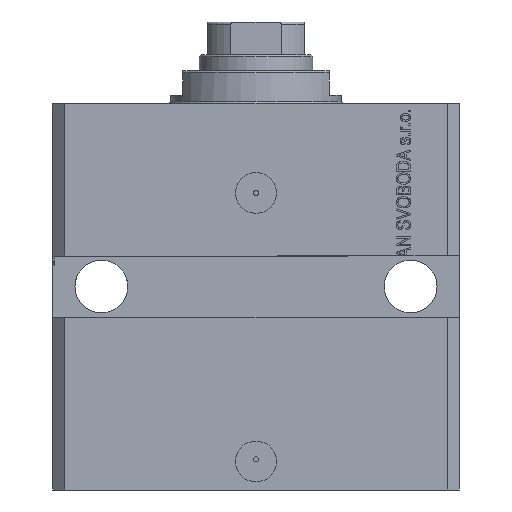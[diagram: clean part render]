
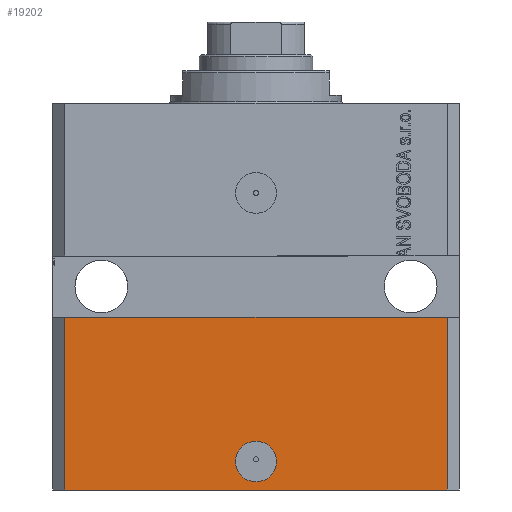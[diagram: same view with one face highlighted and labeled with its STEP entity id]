
A CAD part, front view. The second image highlights one B-rep face of the part: STEP entity #19202.
In plain terms, the highlighted planar face has unit normal (0, -1, 0).
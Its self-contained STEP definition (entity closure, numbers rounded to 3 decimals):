
#56 = CARTESIAN_POINT ( 'NONE',  ( -47., -37.5, -95. ) ) ;
#1448 = ORIENTED_EDGE ( 'NONE', *, *, #19834, .F. ) ;
#1588 = CARTESIAN_POINT ( 'NONE',  ( 0., -37.5, -88. ) ) ;
#2533 = CARTESIAN_POINT ( 'NONE',  ( 47., -37.5, -95. ) ) ;
#3947 = EDGE_LOOP ( 'NONE', ( #1448, #22499, #11781, #18483 ) ) ;
#4324 = CARTESIAN_POINT ( 'NONE',  ( -5., -37.5, -88. ) ) ;
#5005 = EDGE_CURVE ( 'NONE', #5827, #40064, #37253, .T. ) ;
#5460 = EDGE_CURVE ( 'NONE', #29923, #26841, #6563, .T. ) ;
#5827 = VERTEX_POINT ( 'NONE', #4324 ) ;
#6563 = LINE ( 'NONE', #56, #9513 ) ;
#7569 = VERTEX_POINT ( 'NONE', #17399 ) ;
#7710 = VECTOR ( 'NONE', #20418, 1000. ) ;
#9050 = DIRECTION ( 'NONE',  ( 0., -1., 0. ) ) ;
#9513 = VECTOR ( 'NONE', #39611, 1000. ) ;
#11781 = ORIENTED_EDGE ( 'NONE', *, *, #5460, .T. ) ;
#12415 = CARTESIAN_POINT ( 'NONE',  ( 0., -37.5, -88. ) ) ;
#12884 = CARTESIAN_POINT ( 'NONE',  ( -47., -37.5, -95. ) ) ;
#16901 = AXIS2_PLACEMENT_3D ( 'NONE', #12415, #40888, #27119 ) ;
#17189 = CARTESIAN_POINT ( 'NONE',  ( -47., -37.5, -95. ) ) ;
#17399 = CARTESIAN_POINT ( 'NONE',  ( -47., -37.5, -52.5 ) ) ;
#17407 = CARTESIAN_POINT ( 'NONE',  ( 5., -37.5, -88. ) ) ;
#18483 = ORIENTED_EDGE ( 'NONE', *, *, #28800, .T. ) ;
#19202 = ADVANCED_FACE ( 'NONE', ( #38250, #19937 ), #30548, .T. ) ;
#19462 = CARTESIAN_POINT ( 'NONE',  ( -47., -37.5, -95. ) ) ;
#19834 = EDGE_CURVE ( 'NONE', #7569, #40029, #44301, .T. ) ;
#19937 = FACE_OUTER_BOUND ( 'NONE', #3947, .T. ) ;
#20171 = DIRECTION ( 'NONE',  ( 1., 0., 0. ) ) ;
#20418 = DIRECTION ( 'NONE',  ( 0., 0., 1. ) ) ;
#20889 = DIRECTION ( 'NONE',  ( 0., -1., 0. ) ) ;
#22165 = AXIS2_PLACEMENT_3D ( 'NONE', #19462, #9050, #20171 ) ;
#22499 = ORIENTED_EDGE ( 'NONE', *, *, #39246, .F. ) ;
#22623 = DIRECTION ( 'NONE',  ( 1., 0., 0. ) ) ;
#23219 = EDGE_CURVE ( 'NONE', #40064, #5827, #23828, .T. ) ;
#23828 = CIRCLE ( 'NONE', #16901, 5. ) ;
#24976 = LINE ( 'NONE', #2533, #7710 ) ;
#26841 = VERTEX_POINT ( 'NONE', #37102 ) ;
#27119 = DIRECTION ( 'NONE',  ( 1., 0., 0. ) ) ;
#27222 = AXIS2_PLACEMENT_3D ( 'NONE', #1588, #20889, #43037 ) ;
#27480 = ORIENTED_EDGE ( 'NONE', *, *, #23219, .F. ) ;
#28006 = CARTESIAN_POINT ( 'NONE',  ( 47., -37.5, -52.5 ) ) ;
#28800 = EDGE_CURVE ( 'NONE', #26841, #40029, #24976, .T. ) ;
#29923 = VERTEX_POINT ( 'NONE', #12884 ) ;
#30548 = PLANE ( 'NONE',  #22165 ) ;
#30956 = ORIENTED_EDGE ( 'NONE', *, *, #5005, .F. ) ;
#31890 = DIRECTION ( 'NONE',  ( 0., 0., 1. ) ) ;
#34265 = EDGE_LOOP ( 'NONE', ( #27480, #30956 ) ) ;
#37102 = CARTESIAN_POINT ( 'NONE',  ( 47., -37.5, -95. ) ) ;
#37253 = CIRCLE ( 'NONE', #27222, 5. ) ;
#38250 = FACE_BOUND ( 'NONE', #34265, .T. ) ;
#39194 = VECTOR ( 'NONE', #31890, 1000. ) ;
#39246 = EDGE_CURVE ( 'NONE', #29923, #7569, #43208, .T. ) ;
#39611 = DIRECTION ( 'NONE',  ( 1., 0., 0. ) ) ;
#40029 = VERTEX_POINT ( 'NONE', #28006 ) ;
#40064 = VERTEX_POINT ( 'NONE', #17407 ) ;
#40663 = VECTOR ( 'NONE', #22623, 1000. ) ;
#40888 = DIRECTION ( 'NONE',  ( 0., -1., 0. ) ) ;
#43037 = DIRECTION ( 'NONE',  ( 1., 0., 0. ) ) ;
#43208 = LINE ( 'NONE', #17189, #39194 ) ;
#44301 = LINE ( 'NONE', #44777, #40663 ) ;
#44777 = CARTESIAN_POINT ( 'NONE',  ( -50., -37.5, -52.5 ) ) ;
